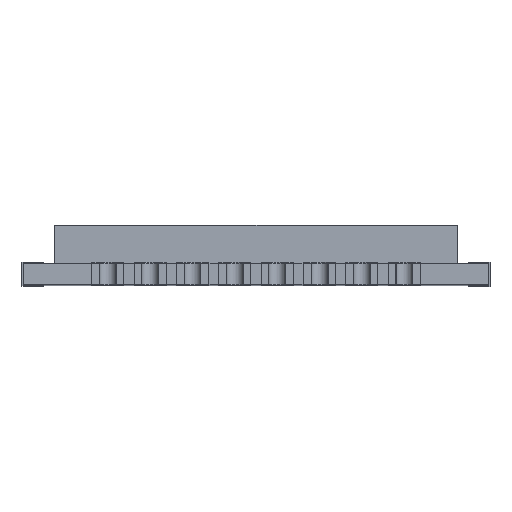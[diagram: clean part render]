
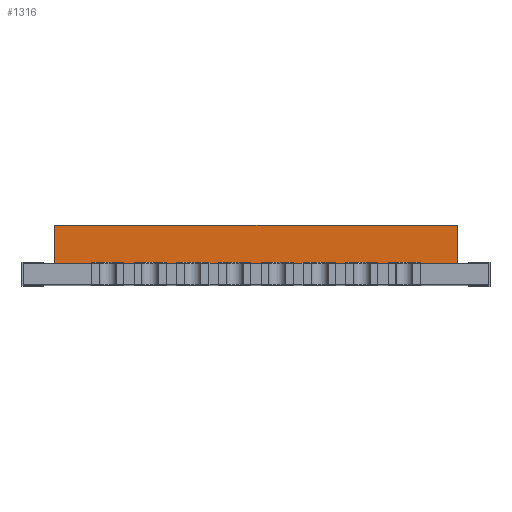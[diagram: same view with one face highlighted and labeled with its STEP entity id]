
A CAD part, top view. The second image highlights one B-rep face of the part: STEP entity #1316.
In plain terms, the highlighted planar face has unit normal (0, 0, 1).
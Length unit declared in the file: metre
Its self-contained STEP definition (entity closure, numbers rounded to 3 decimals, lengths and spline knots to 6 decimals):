
#1316 = ADVANCED_FACE( '', ( #2640 ), #2641, .F. );
#2640 = FACE_OUTER_BOUND( '', #4069, .T. );
#2641 = PLANE( '', #4070 );
#4069 = EDGE_LOOP( '', ( #7294, #7295, #7296, #7297 ) );
#4070 = AXIS2_PLACEMENT_3D( '', #7298, #7299, #7300 );
#7294 = ORIENTED_EDGE( '', *, *, #8754, .T. );
#7295 = ORIENTED_EDGE( '', *, *, #8798, .F. );
#7296 = ORIENTED_EDGE( '', *, *, #8713, .F. );
#7297 = ORIENTED_EDGE( '', *, *, #8750, .T. );
#7298 = CARTESIAN_POINT( '', ( 0.0015, 0.00279, -0.002 ) );
#7299 = DIRECTION( '', ( 0., 0., -1. ) );
#7300 = DIRECTION( '', ( -1., 0., 0. ) );
#8713 = EDGE_CURVE( '', #10636, #10638, #10639, .T. );
#8750 = EDGE_CURVE( '', #10636, #10680, #10682, .T. );
#8754 = EDGE_CURVE( '', #10680, #10685, #10687, .T. );
#8798 = EDGE_CURVE( '', #10638, #10685, #10738, .T. );
#10636 = VERTEX_POINT( '', #13265 );
#10638 = VERTEX_POINT( '', #13268 );
#10639 = LINE( '', #13269, #13270 );
#10680 = VERTEX_POINT( '', #13327 );
#10682 = LINE( '', #13330, #13331 );
#10685 = VERTEX_POINT( '', #13334 );
#10687 = LINE( '', #13337, #13338 );
#10738 = LINE( '', #13408, #13409 );
#13265 = CARTESIAN_POINT( '', ( 0.0015, 0.00279, -0.002 ) );
#13268 = CARTESIAN_POINT( '', ( 0.0205, 0.00279, -0.002 ) );
#13269 = CARTESIAN_POINT( '', ( 0.0015, 0.00279, -0.002 ) );
#13270 = VECTOR( '', #14742, 1. );
#13327 = CARTESIAN_POINT( '', ( 0.0015, 0.001, -0.002 ) );
#13330 = CARTESIAN_POINT( '', ( 0.0015, 0.00279, -0.002 ) );
#13331 = VECTOR( '', #14769, 1. );
#13334 = CARTESIAN_POINT( '', ( 0.0205, 0.001, -0.002 ) );
#13337 = CARTESIAN_POINT( '', ( 0.0015, 0.001, -0.002 ) );
#13338 = VECTOR( '', #14771, 1. );
#13408 = CARTESIAN_POINT( '', ( 0.0205, 0.00279, -0.002 ) );
#13409 = VECTOR( '', #14803, 1. );
#14742 = DIRECTION( '', ( 1., 0., 0. ) );
#14769 = DIRECTION( '', ( 0., -1., 0. ) );
#14771 = DIRECTION( '', ( 1., 0., 0. ) );
#14803 = DIRECTION( '', ( 0., -1., 0. ) );
